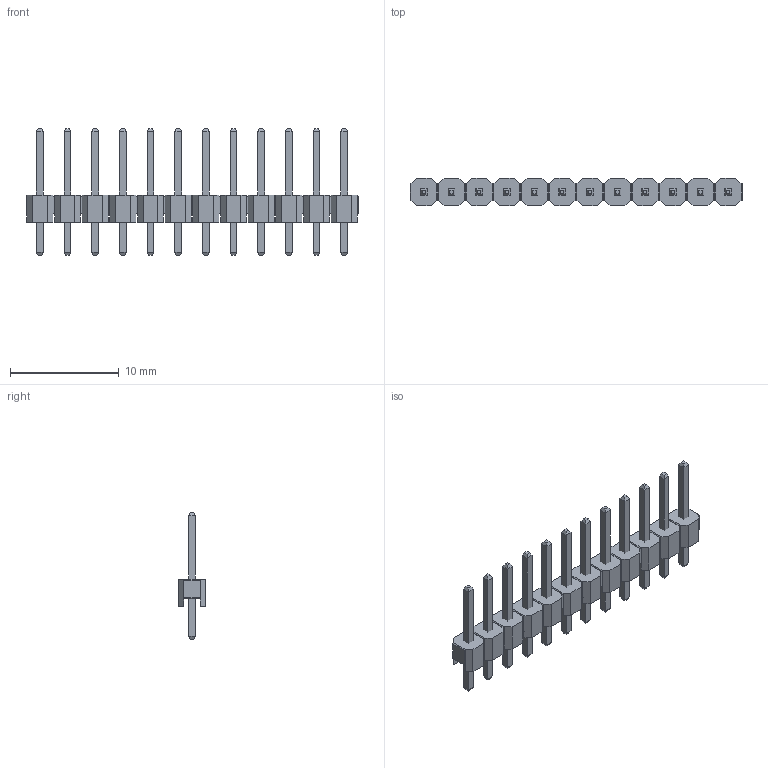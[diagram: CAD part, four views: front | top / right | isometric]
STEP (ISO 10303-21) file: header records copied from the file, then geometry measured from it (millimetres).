
FILE_DESCRIPTION(('STEP AP214'), '1');
FILE_NAME('DS1021-1x5SF11', '2019-03-03T18:56:43', ('Nobody'), (''), 'ASCON STEP Converter 1.3', 'ASCON Math Kernel', '');
FILE_SCHEMA(('AUTOMOTIVE_DESIGN { 1 0 10303 214 3 1 1}'));
Length unit declared in the file: millimetre
Assembly tree (13 placements, depth 2):
  (unnamed)
    (unnamed)
    (unnamed)  x12
Bounding box: 30.48 x 2.54 x 11.6 mm (x, y, z)
Volume: 196.2 mm3; surface area: 716.8 mm2
Topology: 13 solids, 13 shells, 388 faces, 846 edges, 484 vertices
Faces by surface type: plane 388
Entity records: 8565 total; most frequent: CARTESIAN_POINT 1094, ORIENTED_EDGE 1076, DIRECTION 1034, EDGE_CURVE 538, LINE 538, VECTOR 538, VERTEX_POINT 308, AXIS2_PLACEMENT_3D 248
